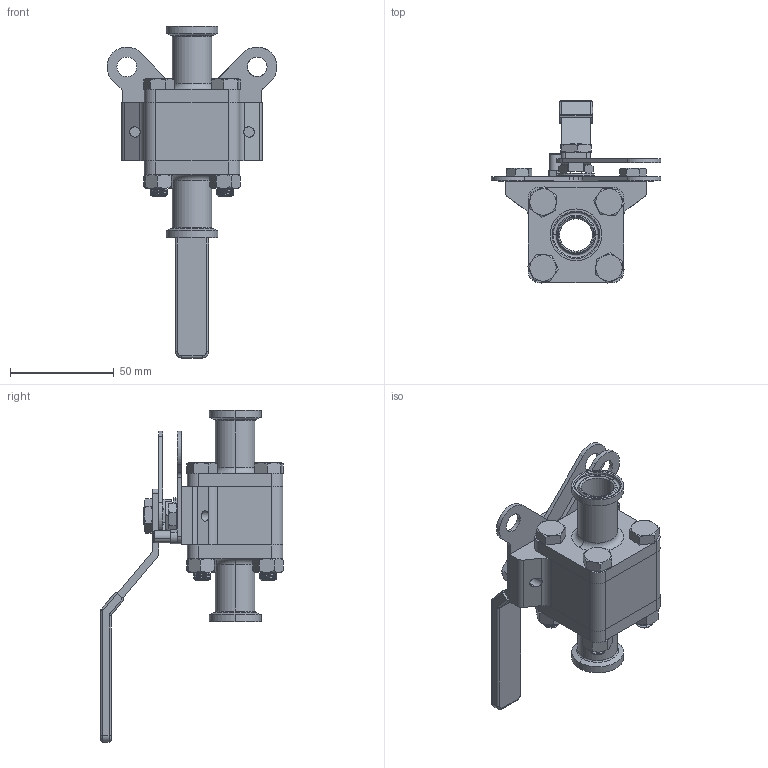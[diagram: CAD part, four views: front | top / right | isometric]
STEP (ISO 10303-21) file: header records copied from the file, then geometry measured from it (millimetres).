
FILE_DESCRIPTION (( 'STEP AP214' ), '1' );
FILE_NAME ('HP-SA-0075.STEP', '2018-12-07T20:20:19', ( '' ), ( '' ), 'SwSTEP 2.0', 'SolidWorks 2018', '' );
FILE_SCHEMA (( 'AUTOMOTIVE_DESIGN' ));
Length unit declared in the file: inch
Products named in the file (1): HP-SA-0075
Bounding box: 81.83 x 88.02 x 160.1 mm (x, y, z)
Surface area: 48663.7 mm2 (no closed solid volume)
Topology: 0 solids, 31 shells, 694 faces, 2216 edges, 1541 vertices
Faces by surface type: cylinder 383, plane 158, cone 109, torus 30, bspline 12, sphere 2
Entity records: 116422 total; most frequent: CARTESIAN_POINT 90201, ORIENTED_EDGE 3892, DIRECTION 2943, EDGE_CURVE 2214, VERTEX_POINT 1541, AXIS2_PLACEMENT_3D 1093, VECTOR 757, LINE 757
